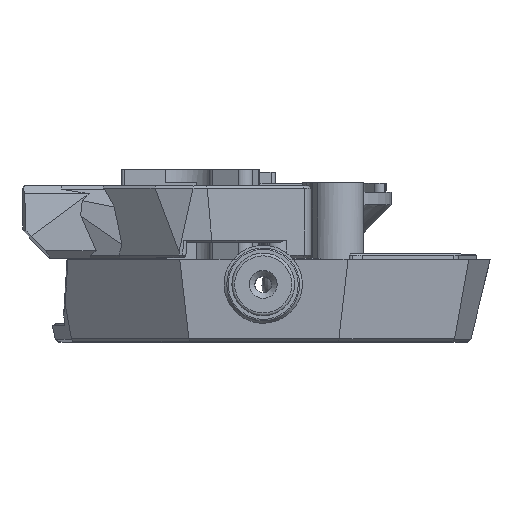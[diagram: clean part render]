
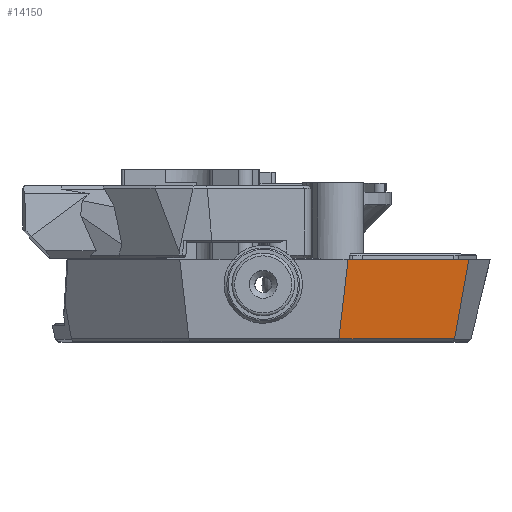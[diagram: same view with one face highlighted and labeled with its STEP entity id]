
A CAD part, top view. The second image highlights one B-rep face of the part: STEP entity #14150.
In plain terms, the highlighted planar face has unit normal (0.622, -0.139, 0.771).
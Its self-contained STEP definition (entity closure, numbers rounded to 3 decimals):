
#1820=FACE_OUTER_BOUND('',#2660,.T.);
#2660=EDGE_LOOP('',(#12330,#12331,#12332,#12333,#12334));
#3918=LINE('',#28094,#5227);
#3931=LINE('',#28483,#5240);
#3986=LINE('',#28650,#5295);
#3987=LINE('',#28653,#5296);
#3994=LINE('',#28666,#5303);
#5227=VECTOR('',#18837,10.);
#5240=VECTOR('',#18884,10.);
#5295=VECTOR('',#19019,10.);
#5296=VECTOR('',#19022,10.);
#5303=VECTOR('',#19035,10.);
#6602=VERTEX_POINT('',#28091);
#6603=VERTEX_POINT('',#28093);
#6623=VERTEX_POINT('',#28481);
#6673=VERTEX_POINT('',#28648);
#6674=VERTEX_POINT('',#28652);
#8502=EDGE_CURVE('',#6602,#6603,#3918,.T.);
#8530=EDGE_CURVE('',#6623,#6602,#3931,.T.);
#8605=EDGE_CURVE('',#6673,#6623,#3986,.T.);
#8606=EDGE_CURVE('',#6674,#6673,#3987,.T.);
#8613=EDGE_CURVE('',#6603,#6674,#3994,.T.);
#12330=ORIENTED_EDGE('',*,*,#8605,.F.);
#12331=ORIENTED_EDGE('',*,*,#8606,.F.);
#12332=ORIENTED_EDGE('',*,*,#8613,.F.);
#12333=ORIENTED_EDGE('',*,*,#8502,.F.);
#12334=ORIENTED_EDGE('',*,*,#8530,.F.);
#13424=PLANE('',#15509);
#14150=ADVANCED_FACE('',(#1820),#13424,.F.);
#15509=AXIS2_PLACEMENT_3D('',#28665,#19033,#19034);
#18837=DIRECTION('',(0.778,0.,-0.628));
#18884=DIRECTION('',(0.114,0.99,0.087));
#19019=DIRECTION('',(-0.606,0.537,0.586));
#19022=DIRECTION('',(-0.778,0.,0.628));
#19033=DIRECTION('center_axis',(-0.622,0.139,-0.771));
#19034=DIRECTION('ref_axis',(-0.778,0.,0.628));
#19035=DIRECTION('',(-0.176,-0.984,-0.035));
#28091=CARTESIAN_POINT('',(7.53,11.8,43.902));
#28093=CARTESIAN_POINT('',(24.864,11.8,29.914));
#28094=CARTESIAN_POINT('',(17.313,11.8,36.008));
#28481=CARTESIAN_POINT('',(6.214,0.398,42.904));
#28483=CARTESIAN_POINT('',(7.48,11.374,43.865));
#28648=CARTESIAN_POINT('',(6.217,0.396,42.902));
#28650=CARTESIAN_POINT('',(5.142,1.348,43.941));
#28652=CARTESIAN_POINT('',(22.82,0.396,29.504));
#28653=CARTESIAN_POINT('',(14.473,0.396,36.24));
#28665=CARTESIAN_POINT('Origin',(17.601,15.15,36.38));
#28666=CARTESIAN_POINT('',(24.513,9.841,29.844));
